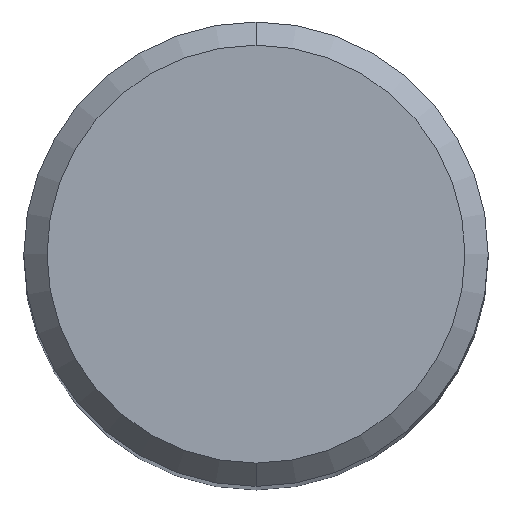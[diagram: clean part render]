
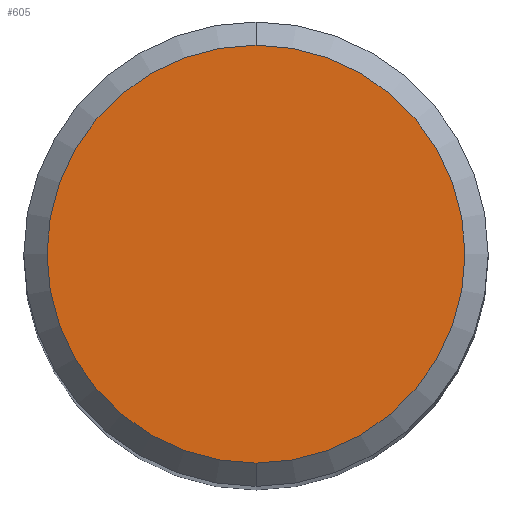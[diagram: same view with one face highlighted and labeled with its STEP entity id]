
A CAD part, top view. The second image highlights one B-rep face of the part: STEP entity #605.
In plain terms, the highlighted planar face has unit normal (0, 0, 1).
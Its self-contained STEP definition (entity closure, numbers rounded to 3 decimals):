
#565=EDGE_CURVE('',#797,#885,#1269,.T.);
#605=ADVANCED_FACE('',(#1311),#1312,.T.);
#659=EDGE_CURVE('',#885,#797,#1372,.T.);
#797=VERTEX_POINT('',#1522);
#885=VERTEX_POINT('',#1617);
#1269=CIRCLE('',#3754,3.6);
#1311=FACE_OUTER_BOUND('',#3994,.T.);
#1312=PLANE('',#3995);
#1372=CIRCLE('',#5246,3.6);
#1522=CARTESIAN_POINT('',(0.0,3.6,0.0));
#1617=CARTESIAN_POINT('',(0.,-3.6,0.0));
#3754=AXIS2_PLACEMENT_3D('',#9939,#9940,#9941);
#3994=EDGE_LOOP('',(#9963,#9964));
#3995=AXIS2_PLACEMENT_3D('',#9965,#9966,#9967);
#5246=AXIS2_PLACEMENT_3D('',#10037,#10038,#10039);
#9939=CARTESIAN_POINT('',(0.0,0.0,0.0));
#9940=DIRECTION('',(0.0,0.0,-1.0));
#9941=DIRECTION('',(0.0,1.0,0.0));
#9963=ORIENTED_EDGE('',*,*,#565,.F.);
#9964=ORIENTED_EDGE('',*,*,#659,.F.);
#9965=CARTESIAN_POINT('',(0.0,1.8,0.0));
#9966=DIRECTION('',(-0.0,0.0,1.0));
#9967=DIRECTION('',(0.0,-1.0,0.0));
#10037=CARTESIAN_POINT('',(0.0,0.0,0.0));
#10038=DIRECTION('',(0.0,0.0,-1.0));
#10039=DIRECTION('',(0.0,1.0,0.0));
